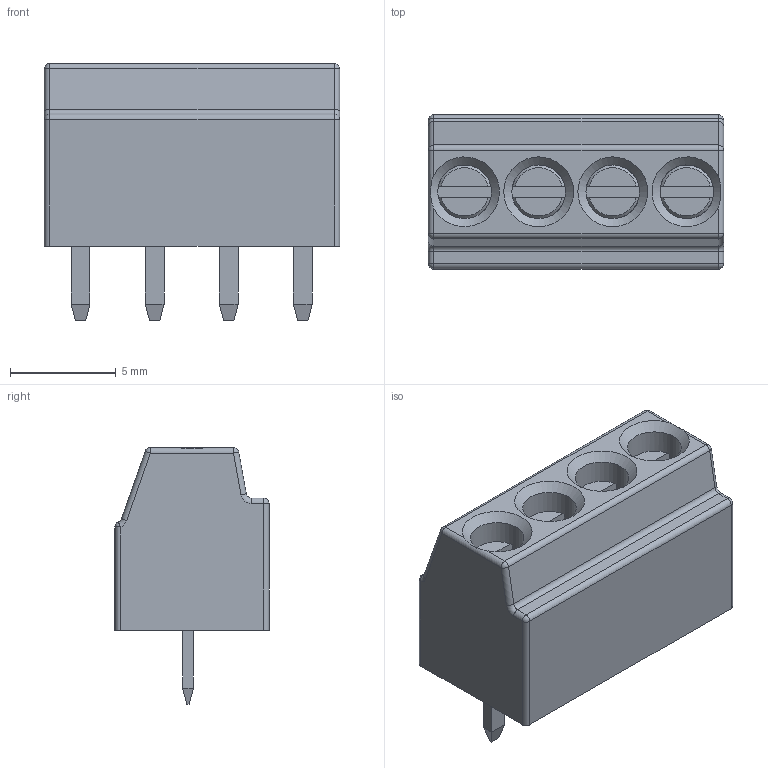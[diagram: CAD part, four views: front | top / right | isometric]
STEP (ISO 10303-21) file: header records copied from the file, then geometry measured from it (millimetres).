
FILE_DESCRIPTION(/* description */ (''),/* implementation_level */ '2;1');
FILE_NAME(/* name */ '2.stp',/* time_stamp */ '2020-08-10T11:19:03+02:00',/* author */ ('Karem'),/* organization */ (''),/* preprocessor_version */ 'ST-DEVELOPER v15.6',/* originating_system */ 'Autodesk Inventor 2015',/* authorisation */ '');
FILE_SCHEMA (('AUTOMOTIVE_DESIGN { 1 0 10303 214 3 1 1 }'));
Length unit declared in the file: inch
Products named in the file (7): 1; 2; 393570004; Molex Logo; 3
Bounding box: 13.97 x 7.29 x 12.14 mm (x, y, z)
Volume: 700.9 mm3; surface area: 1116.1 mm2
Topology: 19 solids, 19 shells, 311 faces, 743 edges, 474 vertices
Faces by surface type: plane 195, bspline 66, cylinder 26, cone 12, sphere 8, torus 4
Full cylindrical faces by diameter (mm): 2.54 x8
Entity records: 9226 total; most frequent: CARTESIAN_POINT 2418, ORIENTED_EDGE 1442, DIRECTION 1171, EDGE_CURVE 721, LINE 487, VECTOR 487, VERTEX_POINT 464, AXIS2_PLACEMENT_3D 342
